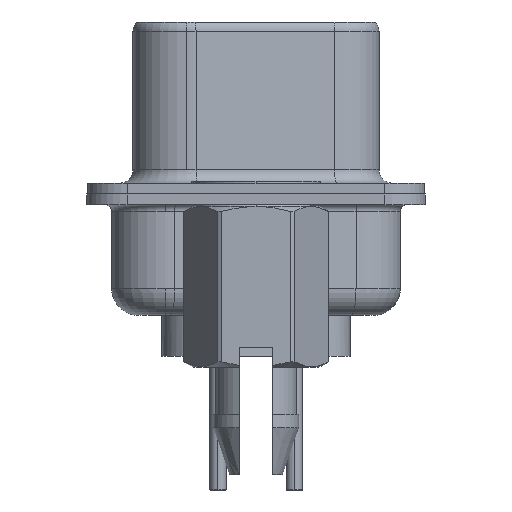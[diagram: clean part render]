
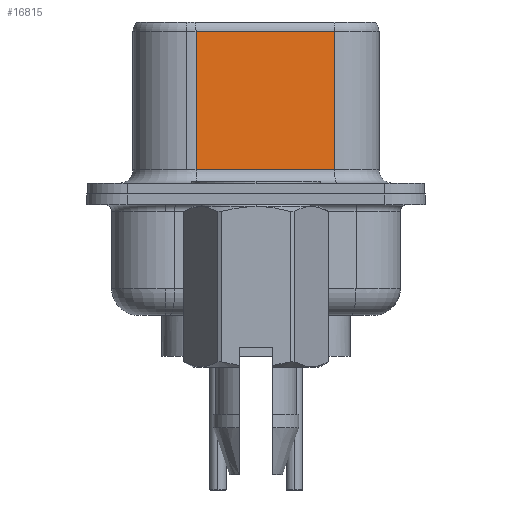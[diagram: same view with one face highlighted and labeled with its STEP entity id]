
A CAD part, left-side view. The second image highlights one B-rep face of the part: STEP entity #16815.
In plain terms, the highlighted planar face has unit normal (-0.985, -0.174, 0).
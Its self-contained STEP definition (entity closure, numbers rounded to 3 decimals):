
#1194 = AXIS2_PLACEMENT_3D ( 'NONE', #15707, #18720, #12616 ) ;
#2092 = CARTESIAN_POINT ( 'NONE',  ( 4.575, -2.927, 6.05 ) ) ;
#3781 = LINE ( 'NONE', #8659, #18462 ) ;
#3875 = DIRECTION ( 'NONE',  ( -0.174, 0.985, 0. ) ) ;
#5196 = FACE_OUTER_BOUND ( 'NONE', #16723, .T. ) ;
#5763 = VERTEX_POINT ( 'NONE', #10895 ) ;
#6570 = EDGE_CURVE ( 'NONE', #5763, #8094, #3781, .T. ) ;
#6718 = LINE ( 'NONE', #18937, #14882 ) ;
#6741 = CARTESIAN_POINT ( 'NONE',  ( 3.665, 2.233, 6.05 ) ) ;
#6808 = DIRECTION ( 'NONE',  ( 0., 0., -1. ) ) ;
#6896 = DIRECTION ( 'NONE',  ( 0.174, -0.985, 0. ) ) ;
#6949 = CARTESIAN_POINT ( 'NONE',  ( 4.575, -2.927, 0.9 ) ) ;
#7015 = VERTEX_POINT ( 'NONE', #6741 ) ;
#8094 = VERTEX_POINT ( 'NONE', #6949 ) ;
#8199 = PLANE ( 'NONE',  #1194 ) ;
#8204 = LINE ( 'NONE', #8301, #15505 ) ;
#8280 = LINE ( 'NONE', #2092, #15471 ) ;
#8301 = CARTESIAN_POINT ( 'NONE',  ( 4.575, -2.927, 0.9 ) ) ;
#8659 = CARTESIAN_POINT ( 'NONE',  ( 4.575, -2.927, 6.55 ) ) ;
#10895 = CARTESIAN_POINT ( 'NONE',  ( 4.575, -2.927, 6.05 ) ) ;
#10979 = ORIENTED_EDGE ( 'NONE', *, *, #11341, .T. ) ;
#11341 = EDGE_CURVE ( 'NONE', #5763, #7015, #8280, .T. ) ;
#12351 = EDGE_CURVE ( 'NONE', #18239, #8094, #8204, .T. ) ;
#12616 = DIRECTION ( 'NONE',  ( -0.174, 0.985, 0. ) ) ;
#12850 = EDGE_CURVE ( 'NONE', #7015, #18239, #6718, .T. ) ;
#13006 = ORIENTED_EDGE ( 'NONE', *, *, #6570, .F. ) ;
#14344 = ORIENTED_EDGE ( 'NONE', *, *, #12351, .T. ) ;
#14882 = VECTOR ( 'NONE', #6808, 1000. ) ;
#15397 = CARTESIAN_POINT ( 'NONE',  ( 3.665, 2.233, 0.9 ) ) ;
#15471 = VECTOR ( 'NONE', #3875, 1000. ) ;
#15505 = VECTOR ( 'NONE', #6896, 1000. ) ;
#15707 = CARTESIAN_POINT ( 'NONE',  ( 4.575, -2.927, 6.55 ) ) ;
#16071 = DIRECTION ( 'NONE',  ( 0., 0., -1. ) ) ;
#16723 = EDGE_LOOP ( 'NONE', ( #13006, #10979, #17324, #14344 ) ) ;
#16815 = ADVANCED_FACE ( 'NONE', ( #5196 ), #8199, .F. ) ;
#17324 = ORIENTED_EDGE ( 'NONE', *, *, #12850, .T. ) ;
#18239 = VERTEX_POINT ( 'NONE', #15397 ) ;
#18462 = VECTOR ( 'NONE', #16071, 1000. ) ;
#18720 = DIRECTION ( 'NONE',  ( 0.985, 0.174, 0. ) ) ;
#18937 = CARTESIAN_POINT ( 'NONE',  ( 3.665, 2.233, 6.55 ) ) ;
